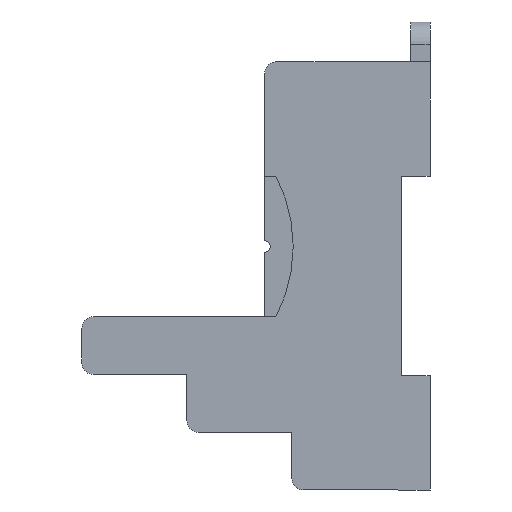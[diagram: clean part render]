
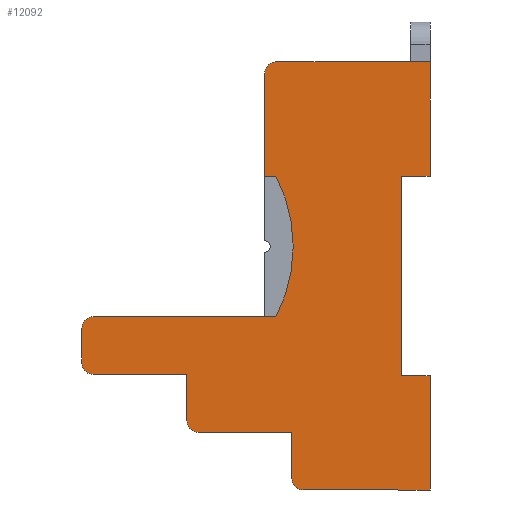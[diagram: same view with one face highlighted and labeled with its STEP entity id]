
A CAD part, left-side view. The second image highlights one B-rep face of the part: STEP entity #12092.
In plain terms, the highlighted planar face has unit normal (-1, 0, 0).
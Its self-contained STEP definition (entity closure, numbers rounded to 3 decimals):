
#11622=CARTESIAN_POINT('',(0.0,0.0,0.0));
#11623=VERTEX_POINT('',#11622);
#11630=CARTESIAN_POINT('',(0.0,0.,-20.));
#11631=VERTEX_POINT('',#11630);
#11632=CARTESIAN_POINT('',(0.0,0.0,0.0));
#11633=DIRECTION('',(0.0,0.0,-1.0));
#11634=VECTOR('',#11633,20.);
#11635=LINE('',#11632,#11634);
#11636=EDGE_CURVE('',#11623,#11631,#11635,.T.);
#11862=CARTESIAN_POINT('',(0.0,29.,-2.));
#11863=VERTEX_POINT('',#11862);
#11870=CARTESIAN_POINT('',(0.0,27.,0.0));
#11871=VERTEX_POINT('',#11870);
#11872=CARTESIAN_POINT('',(0.0,27.,-2.));
#11873=DIRECTION('',(1.0,0.0,0.0));
#11874=DIRECTION('',(0.0,0.707,0.707));
#11875=AXIS2_PLACEMENT_3D('',#11872,#11873,#11874);
#11876=CIRCLE('',#11875,2.0);
#11877=EDGE_CURVE('',#11863,#11871,#11876,.T.);
#11902=CARTESIAN_POINT('',(0.0,27.,0.0));
#11903=DIRECTION('',(0.0,-1.0,0.0));
#11904=VECTOR('',#11903,27.);
#11905=LINE('',#11902,#11904);
#11906=EDGE_CURVE('',#11871,#11623,#11905,.T.);
#11918=CARTESIAN_POINT('',(0.0,51.8,-49.712));
#11919=DIRECTION('',(1.0,0.0,0.0));
#11920=DIRECTION('',(0.0,0.0,-1.0));
#11921=AXIS2_PLACEMENT_3D('',#11918,#11919,#11920);
#11922=PLANE('',#11921);
#11923=ORIENTED_EDGE('',*,*,#11877,.F.);
#11924=CARTESIAN_POINT('',(0.0,29.,-20.0));
#11925=VERTEX_POINT('',#11924);
#11926=CARTESIAN_POINT('',(0.0,29.,-20.0));
#11927=DIRECTION('',(0.0,0.0,1.0));
#11928=VECTOR('',#11927,18.0);
#11929=LINE('',#11926,#11928);
#11930=EDGE_CURVE('',#11925,#11863,#11929,.T.);
#11931=ORIENTED_EDGE('',*,*,#11930,.F.);
#11932=CARTESIAN_POINT('',(0.0,27.,-20.));
#11933=VERTEX_POINT('',#11932);
#11934=CARTESIAN_POINT('',(0.0,29.,-20.));
#11935=DIRECTION('',(0.0,-1.0,0.0));
#11936=VECTOR('',#11935,2.);
#11937=LINE('',#11934,#11936);
#11938=EDGE_CURVE('',#11925,#11933,#11937,.T.);
#11939=ORIENTED_EDGE('',*,*,#11938,.T.);
#11940=CARTESIAN_POINT('',(0.0,24.,-32.081));
#11941=VERTEX_POINT('',#11940);
#11942=CARTESIAN_POINT('',(0.0,50.321,-32.204));
#11943=DIRECTION('',(1.0,0.0,0.0));
#11944=DIRECTION('',(0.0,-0.886,0.464));
#11945=AXIS2_PLACEMENT_3D('',#11942,#11943,#11944);
#11946=CIRCLE('',#11945,26.321);
#11947=EDGE_CURVE('',#11933,#11941,#11946,.T.);
#11948=ORIENTED_EDGE('',*,*,#11947,.T.);
#11949=CARTESIAN_POINT('',(0.0,24.,-32.574));
#11950=VERTEX_POINT('',#11949);
#11951=CARTESIAN_POINT('',(0.0,24.,-32.081));
#11952=DIRECTION('',(0.0,0.0,-1.0));
#11953=VECTOR('',#11952,0.494);
#11954=LINE('',#11951,#11953);
#11955=EDGE_CURVE('',#11941,#11950,#11954,.T.);
#11956=ORIENTED_EDGE('',*,*,#11955,.T.);
#11957=CARTESIAN_POINT('',(0.0,27.,-44.655));
#11958=VERTEX_POINT('',#11957);
#11959=CARTESIAN_POINT('',(0.0,50.321,-32.451));
#11960=DIRECTION('',(1.0,0.0,0.0));
#11961=DIRECTION('',(0.0,-1.,0.005));
#11962=AXIS2_PLACEMENT_3D('',#11959,#11960,#11961);
#11963=CIRCLE('',#11962,26.321);
#11964=EDGE_CURVE('',#11950,#11958,#11963,.T.);
#11965=ORIENTED_EDGE('',*,*,#11964,.T.);
#11966=CARTESIAN_POINT('',(0.0,59.,-44.655));
#11967=VERTEX_POINT('',#11966);
#11968=CARTESIAN_POINT('',(0.0,27.,-44.655));
#11969=DIRECTION('',(0.0,1.0,0.0));
#11970=VECTOR('',#11969,32.);
#11971=LINE('',#11968,#11970);
#11972=EDGE_CURVE('',#11958,#11967,#11971,.T.);
#11973=ORIENTED_EDGE('',*,*,#11972,.T.);
#11974=CARTESIAN_POINT('',(0.0,61.,-46.655));
#11975=VERTEX_POINT('',#11974);
#11976=CARTESIAN_POINT('',(0.0,59.,-46.655));
#11977=DIRECTION('',(1.0,0.0,0.0));
#11978=DIRECTION('',(0.0,0.707,0.707));
#11979=AXIS2_PLACEMENT_3D('',#11976,#11977,#11978);
#11980=CIRCLE('',#11979,2.0);
#11981=EDGE_CURVE('',#11975,#11967,#11980,.T.);
#11982=ORIENTED_EDGE('',*,*,#11981,.F.);
#11983=CARTESIAN_POINT('',(0.0,61.,-52.77));
#11984=VERTEX_POINT('',#11983);
#11985=CARTESIAN_POINT('',(0.0,61.,-46.655));
#11986=DIRECTION('',(0.0,0.0,-1.0));
#11987=VECTOR('',#11986,6.115);
#11988=LINE('',#11985,#11987);
#11989=EDGE_CURVE('',#11975,#11984,#11988,.T.);
#11990=ORIENTED_EDGE('',*,*,#11989,.T.);
#11991=CARTESIAN_POINT('',(0.0,59.,-54.77));
#11992=VERTEX_POINT('',#11991);
#11993=CARTESIAN_POINT('',(0.0,59.,-52.77));
#11994=DIRECTION('',(1.0,0.0,0.0));
#11995=DIRECTION('',(0.0,0.707,-0.707));
#11996=AXIS2_PLACEMENT_3D('',#11993,#11994,#11995);
#11997=CIRCLE('',#11996,2.0);
#11998=EDGE_CURVE('',#11992,#11984,#11997,.T.);
#11999=ORIENTED_EDGE('',*,*,#11998,.F.);
#12000=CARTESIAN_POINT('',(0.0,42.6,-54.77));
#12001=VERTEX_POINT('',#12000);
#12002=CARTESIAN_POINT('',(0.0,59.,-54.77));
#12003=DIRECTION('',(0.0,-1.0,0.0));
#12004=VECTOR('',#12003,16.4);
#12005=LINE('',#12002,#12004);
#12006=EDGE_CURVE('',#11992,#12001,#12005,.T.);
#12007=ORIENTED_EDGE('',*,*,#12006,.T.);
#12008=CARTESIAN_POINT('',(0.0,42.6,-62.885));
#12009=VERTEX_POINT('',#12008);
#12010=CARTESIAN_POINT('',(0.0,42.6,-62.885));
#12011=DIRECTION('',(0.0,0.0,1.0));
#12012=VECTOR('',#12011,8.115);
#12013=LINE('',#12010,#12012);
#12014=EDGE_CURVE('',#12009,#12001,#12013,.T.);
#12015=ORIENTED_EDGE('',*,*,#12014,.F.);
#12016=CARTESIAN_POINT('',(0.0,40.6,-64.885));
#12017=VERTEX_POINT('',#12016);
#12018=CARTESIAN_POINT('',(0.0,40.6,-62.885));
#12019=DIRECTION('',(1.0,0.0,0.0));
#12020=DIRECTION('',(0.0,0.707,-0.707));
#12021=AXIS2_PLACEMENT_3D('',#12018,#12019,#12020);
#12022=CIRCLE('',#12021,2.0);
#12023=EDGE_CURVE('',#12017,#12009,#12022,.T.);
#12024=ORIENTED_EDGE('',*,*,#12023,.F.);
#12025=CARTESIAN_POINT('',(0.0,24.2,-64.885));
#12026=VERTEX_POINT('',#12025);
#12027=CARTESIAN_POINT('',(0.0,24.2,-64.885));
#12028=DIRECTION('',(0.0,1.0,0.0));
#12029=VECTOR('',#12028,16.4);
#12030=LINE('',#12027,#12029);
#12031=EDGE_CURVE('',#12026,#12017,#12030,.T.);
#12032=ORIENTED_EDGE('',*,*,#12031,.F.);
#12033=CARTESIAN_POINT('',(0.0,24.2,-73.));
#12034=VERTEX_POINT('',#12033);
#12035=CARTESIAN_POINT('',(0.0,24.2,-73.));
#12036=DIRECTION('',(0.0,0.0,1.0));
#12037=VECTOR('',#12036,8.115);
#12038=LINE('',#12035,#12037);
#12039=EDGE_CURVE('',#12034,#12026,#12038,.T.);
#12040=ORIENTED_EDGE('',*,*,#12039,.F.);
#12041=CARTESIAN_POINT('',(0.0,22.2,-75.));
#12042=VERTEX_POINT('',#12041);
#12043=CARTESIAN_POINT('',(0.0,22.2,-73.));
#12044=DIRECTION('',(1.0,0.0,0.0));
#12045=DIRECTION('',(0.0,0.707,-0.707));
#12046=AXIS2_PLACEMENT_3D('',#12043,#12044,#12045);
#12047=CIRCLE('',#12046,2.0);
#12048=EDGE_CURVE('',#12042,#12034,#12047,.T.);
#12049=ORIENTED_EDGE('',*,*,#12048,.F.);
#12050=CARTESIAN_POINT('',(0.0,0.,-75.0));
#12051=VERTEX_POINT('',#12050);
#12052=CARTESIAN_POINT('',(0.0,0.,-75.0));
#12053=DIRECTION('',(0.0,1.0,0.0));
#12054=VECTOR('',#12053,22.2);
#12055=LINE('',#12052,#12054);
#12056=EDGE_CURVE('',#12051,#12042,#12055,.T.);
#12057=ORIENTED_EDGE('',*,*,#12056,.F.);
#12058=CARTESIAN_POINT('',(0.0,0.,-55.0));
#12059=VERTEX_POINT('',#12058);
#12060=CARTESIAN_POINT('',(0.0,0.,-55.0));
#12061=DIRECTION('',(0.0,0.0,-1.0));
#12062=VECTOR('',#12061,20.0);
#12063=LINE('',#12060,#12062);
#12064=EDGE_CURVE('',#12059,#12051,#12063,.T.);
#12065=ORIENTED_EDGE('',*,*,#12064,.F.);
#12066=CARTESIAN_POINT('',(0.0,5.,-55.0));
#12067=VERTEX_POINT('',#12066);
#12068=CARTESIAN_POINT('',(0.0,0.,-55.0));
#12069=DIRECTION('',(0.0,1.0,0.0));
#12070=VECTOR('',#12069,5.0);
#12071=LINE('',#12068,#12070);
#12072=EDGE_CURVE('',#12059,#12067,#12071,.T.);
#12073=ORIENTED_EDGE('',*,*,#12072,.T.);
#12074=CARTESIAN_POINT('',(0.0,5.,-20.));
#12075=VERTEX_POINT('',#12074);
#12076=CARTESIAN_POINT('',(0.0,5.,-55.0));
#12077=DIRECTION('',(0.0,0.0,1.0));
#12078=VECTOR('',#12077,35.0);
#12079=LINE('',#12076,#12078);
#12080=EDGE_CURVE('',#12067,#12075,#12079,.T.);
#12081=ORIENTED_EDGE('',*,*,#12080,.T.);
#12082=CARTESIAN_POINT('',(0.0,5.,-20.0));
#12083=DIRECTION('',(0.0,-1.0,0.0));
#12084=VECTOR('',#12083,5.0);
#12085=LINE('',#12082,#12084);
#12086=EDGE_CURVE('',#12075,#11631,#12085,.T.);
#12087=ORIENTED_EDGE('',*,*,#12086,.T.);
#12088=ORIENTED_EDGE('',*,*,#11636,.F.);
#12089=ORIENTED_EDGE('',*,*,#11906,.F.);
#12090=EDGE_LOOP('',(#11923,#11931,#11939,#11948,#11956,#11965,#11973,#11982,#11990,#11999,#12007,#12015,#12024,#12032,#12040,#12049,#12057,#12065,#12073,#12081,#12087,#12088,#12089));
#12091=FACE_OUTER_BOUND('',#12090,.T.);
#12092=ADVANCED_FACE('',(#12091),#11922,.F.);
